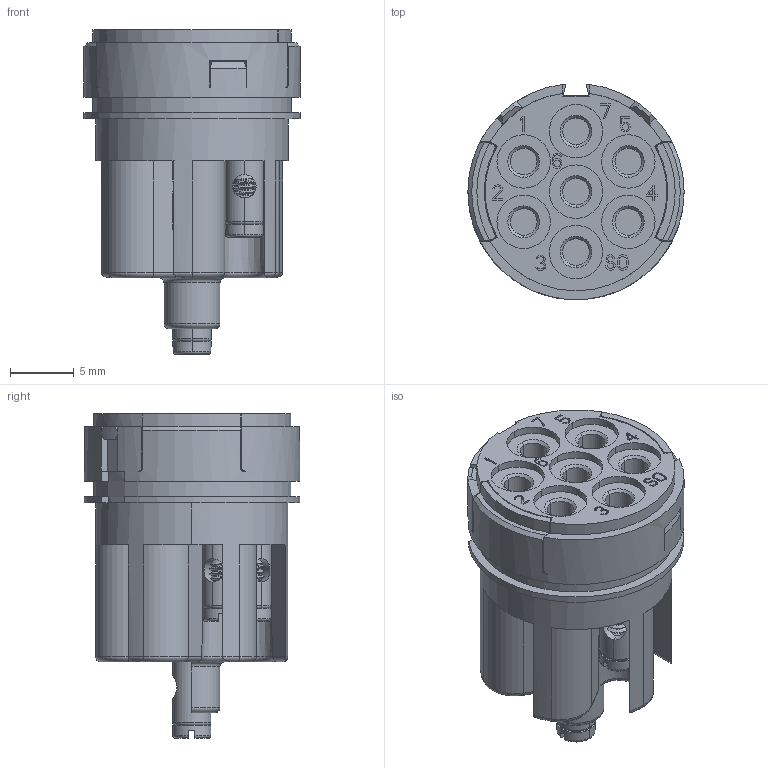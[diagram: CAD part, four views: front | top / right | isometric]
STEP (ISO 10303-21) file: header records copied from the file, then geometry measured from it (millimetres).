
FILE_DESCRIPTION((''),'2;1');
FILE_NAME('1594801','2015-09-08T',('feitelbuss'),(''),'PRO/ENGINEER BY PARAMETRIC TECHNOLOGY CORPORATION, 2014200','PRO/ENGINEER BY PARAMETRIC TECHNOLOGY CORPORATION, 2014200','');
FILE_SCHEMA(('AUTOMOTIVE_DESIGN { 1 0 10303 214 1 1 1 1 }'));
Length unit declared in the file: millimetre
Products named in the file (1): 1594801
Bounding box: 17 x 16.96 x 25.5 mm (x, y, z)
Volume: 2836.9 mm3; surface area: 3274.8 mm2
Topology: 1 solids, 1 shells, 1221 faces, 3619 edges, 2361 vertices
Faces by surface type: plane 734, cylinder 262, bspline 80, torus 69, cone 44, sphere 32
Entity records: 65504 total; most frequent: CARTESIAN_POINT 33850, ORIENTED_EDGE 7238, DIRECTION 5672, EDGE_CURVE 3619, VERTEX_POINT 2361, VECTOR 2222, LINE 2222, AXIS2_PLACEMENT_3D 1725
